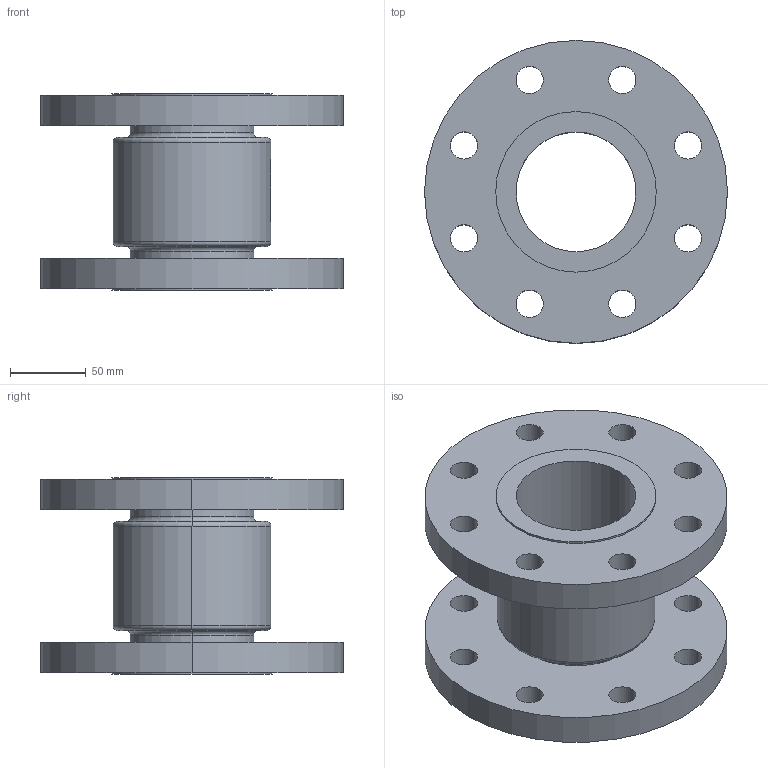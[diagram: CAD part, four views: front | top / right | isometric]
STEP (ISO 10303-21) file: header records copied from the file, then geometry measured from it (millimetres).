
FILE_DESCRIPTION (( 'STEP AP214' ), '1' );
FILE_NAME ('ALPHA-C_DN080_PN16_6000017307.STEP', '2021-10-21T06:42:32', ( 'axxx' ), ( 'Hewlett-Packard Company' ), 'SwSTEP 2.0', 'SolidWorks 2019', '' );
FILE_SCHEMA (( 'AUTOMOTIVE_DESIGN' ));
Length unit declared in the file: millimetre
Products named in the file (1): ALPHA-C_DN080_PN16_6000017307
Bounding box: 200 x 200 x 130 mm (x, y, z)
Volume: 1253831.7 mm3; surface area: 207372.8 mm2
Topology: 1 solids, 1 shells, 583 faces, 1558 edges, 1036 vertices
Faces by surface type: plane 260, bspline 230, cylinder 85, torus 8
Entity records: 30869 total; most frequent: CARTESIAN_POINT 17834, ORIENTED_EDGE 3116, DIRECTION 1915, EDGE_CURVE 1558, VERTEX_POINT 1036, LINE 813, VECTOR 813, EDGE_LOOP 676
